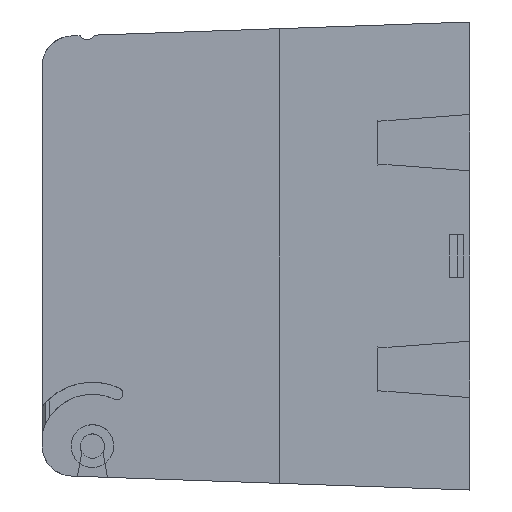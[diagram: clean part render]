
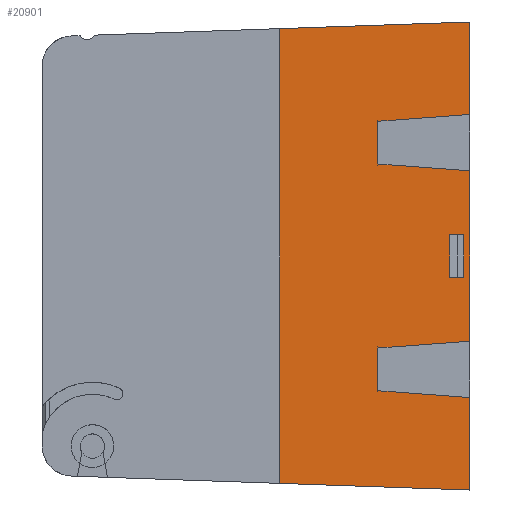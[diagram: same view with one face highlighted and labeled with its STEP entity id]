
A CAD part, left-side view. The second image highlights one B-rep face of the part: STEP entity #20901.
In plain terms, the highlighted planar face has unit normal (1, 0, 0).
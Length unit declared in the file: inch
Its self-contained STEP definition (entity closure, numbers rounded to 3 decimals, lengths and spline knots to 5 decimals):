
#289 = DIRECTION ( 'NONE',  ( 0., 0.997, 0.074 ) ) ;
#340 = CARTESIAN_POINT ( 'NONE',  ( -2.325, 1.25, 1.49391 ) ) ;
#582 = VECTOR ( 'NONE', #34484, 39.37008 ) ;
#678 = DIRECTION ( 'NONE',  ( 0., 1., 0. ) ) ;
#841 = LINE ( 'NONE', #3433, #6608 ) ;
#866 = DIRECTION ( 'NONE',  ( -1., 0., 0. ) ) ;
#1540 = VERTEX_POINT ( 'NONE', #340 ) ;
#1952 = VERTEX_POINT ( 'NONE', #15288 ) ;
#3204 = LINE ( 'NONE', #23758, #18207 ) ;
#3251 = ORIENTED_EDGE ( 'NONE', *, *, #19943, .F. ) ;
#3433 = CARTESIAN_POINT ( 'NONE',  ( -2.325, 0.00349, -1.53744 ) ) ;
#4400 = CARTESIAN_POINT ( 'NONE',  ( -2.325, 0.04, -0.14 ) ) ;
#4717 = DIRECTION ( 'NONE',  ( 0., -0.997, 0.074 ) ) ;
#5028 = ORIENTED_EDGE ( 'NONE', *, *, #12250, .F. ) ;
#5311 = VECTOR ( 'NONE', #4717, 39.37008 ) ;
#5618 = CARTESIAN_POINT ( 'NONE',  ( -2.325, 0., -0.93 ) ) ;
#6396 = LINE ( 'NONE', #28620, #27968 ) ;
#6608 = VECTOR ( 'NONE', #23157, 39.37008 ) ;
#6687 = CARTESIAN_POINT ( 'NONE',  ( -2.325, 0., -0.93 ) ) ;
#6910 = DIRECTION ( 'NONE',  ( 0., 0.999, -0.035 ) ) ;
#7210 = DIRECTION ( 'NONE',  ( 0., 0., 1. ) ) ;
#7338 = VECTOR ( 'NONE', #30995, 39.37008 ) ;
#7467 = LINE ( 'NONE', #8897, #14971 ) ;
#8320 = DIRECTION ( 'NONE',  ( 0., 0., 1. ) ) ;
#8422 = EDGE_LOOP ( 'NONE', ( #15990, #5028, #28387, #15323 ) ) ;
#8897 = CARTESIAN_POINT ( 'NONE',  ( -2.325, 0.604, 0.88523 ) ) ;
#8945 = DIRECTION ( 'NONE',  ( 0., 0., 1. ) ) ;
#9125 = LINE ( 'NONE', #28185, #7338 ) ;
#9753 = EDGE_CURVE ( 'NONE', #16512, #20414, #12461, .T. ) ;
#9768 = VECTOR ( 'NONE', #20274, 39.37008 ) ;
#9942 = LINE ( 'NONE', #19811, #23992 ) ;
#10069 = DIRECTION ( 'NONE',  ( 0., 0., -1. ) ) ;
#10823 = CARTESIAN_POINT ( 'NONE',  ( -2.325, 0.04, 0.14 ) ) ;
#10856 = VERTEX_POINT ( 'NONE', #28690 ) ;
#10901 = EDGE_CURVE ( 'NONE', #21048, #1952, #841, .T. ) ;
#12026 = LINE ( 'NONE', #5618, #19540 ) ;
#12044 = CARTESIAN_POINT ( 'NONE',  ( -2.325, 1.25, -1.49391 ) ) ;
#12250 = EDGE_CURVE ( 'NONE', #20414, #36248, #21503, .T. ) ;
#12461 = LINE ( 'NONE', #23176, #34062 ) ;
#12540 = CARTESIAN_POINT ( 'NONE',  ( -2.325, 0.133, -0.14 ) ) ;
#12697 = AXIS2_PLACEMENT_3D ( 'NONE', #17781, #866, #20630 ) ;
#12948 = VERTEX_POINT ( 'NONE', #27955 ) ;
#13118 = EDGE_CURVE ( 'NONE', #1952, #28357, #9942, .T. ) ;
#13523 = ORIENTED_EDGE ( 'NONE', *, *, #13118, .F. ) ;
#13653 = EDGE_CURVE ( 'NONE', #28357, #29961, #12026, .T. ) ;
#14006 = CARTESIAN_POINT ( 'NONE',  ( -2.325, 0.604, -0.60477 ) ) ;
#14658 = EDGE_CURVE ( 'NONE', #35021, #18514, #19439, .T. ) ;
#14971 = VECTOR ( 'NONE', #25713, 39.37008 ) ;
#15164 = ORIENTED_EDGE ( 'NONE', *, *, #29774, .F. ) ;
#15288 = CARTESIAN_POINT ( 'NONE',  ( -2.325, 0., -1.53756 ) ) ;
#15323 = ORIENTED_EDGE ( 'NONE', *, *, #26817, .F. ) ;
#15990 = ORIENTED_EDGE ( 'NONE', *, *, #23838, .F. ) ;
#16512 = VERTEX_POINT ( 'NONE', #10823 ) ;
#16880 = ORIENTED_EDGE ( 'NONE', *, *, #28782, .F. ) ;
#16938 = VERTEX_POINT ( 'NONE', #29250 ) ;
#17592 = CARTESIAN_POINT ( 'NONE',  ( -2.325, 0.594, -0.14 ) ) ;
#17781 = CARTESIAN_POINT ( 'NONE',  ( -2.325, 0.594, -0.5 ) ) ;
#18207 = VECTOR ( 'NONE', #6910, 39.37008 ) ;
#18321 = CARTESIAN_POINT ( 'NONE',  ( -2.325, 0.604, 0.60477 ) ) ;
#18514 = VERTEX_POINT ( 'NONE', #27249 ) ;
#18774 = CARTESIAN_POINT ( 'NONE',  ( -2.325, 0.604, -0.60477 ) ) ;
#19439 = LINE ( 'NONE', #18774, #5311 ) ;
#19540 = VECTOR ( 'NONE', #22491, 39.37008 ) ;
#19811 = CARTESIAN_POINT ( 'NONE',  ( -2.325, 0., 1.4375 ) ) ;
#19943 = EDGE_CURVE ( 'NONE', #29961, #35021, #6396, .T. ) ;
#20036 = CARTESIAN_POINT ( 'NONE',  ( -2.325, 0., 0.56 ) ) ;
#20274 = DIRECTION ( 'NONE',  ( 0., -1., 0. ) ) ;
#20414 = VERTEX_POINT ( 'NONE', #4400 ) ;
#20584 = ORIENTED_EDGE ( 'NONE', *, *, #27191, .F. ) ;
#20630 = DIRECTION ( 'NONE',  ( 0., 0., 1. ) ) ;
#20663 = ORIENTED_EDGE ( 'NONE', *, *, #10901, .F. ) ;
#20901 = ADVANCED_FACE ( 'NONE', ( #21702, #22582 ), #34495, .F. ) ;
#20946 = VECTOR ( 'NONE', #7210, 39.37008 ) ;
#21048 = VERTEX_POINT ( 'NONE', #12044 ) ;
#21064 = ORIENTED_EDGE ( 'NONE', *, *, #27303, .F. ) ;
#21503 = LINE ( 'NONE', #17592, #28092 ) ;
#21672 = LINE ( 'NONE', #20036, #29131 ) ;
#21702 = FACE_BOUND ( 'NONE', #8422, .T. ) ;
#21796 = VERTEX_POINT ( 'NONE', #31153 ) ;
#22211 = LINE ( 'NONE', #31681, #582 ) ;
#22491 = DIRECTION ( 'NONE',  ( 0., 0.997, 0.074 ) ) ;
#22582 = FACE_OUTER_BOUND ( 'NONE', #23058, .T. ) ;
#22599 = CARTESIAN_POINT ( 'NONE',  ( -2.325, 0.133, -0.5 ) ) ;
#23058 = EDGE_LOOP ( 'NONE', ( #35405, #13523, #20663, #20584, #21064, #15164, #16880, #35253, #35947, #32613, #30552, #3251 ) ) ;
#23095 = CARTESIAN_POINT ( 'NONE',  ( -2.325, 0.594, 0.14 ) ) ;
#23157 = DIRECTION ( 'NONE',  ( 0., -0.999, -0.035 ) ) ;
#23176 = CARTESIAN_POINT ( 'NONE',  ( -2.325, 0.04, -0.5 ) ) ;
#23306 = LINE ( 'NONE', #22599, #29889 ) ;
#23758 = CARTESIAN_POINT ( 'NONE',  ( -2.325, 0.00349, 1.53744 ) ) ;
#23838 = EDGE_CURVE ( 'NONE', #36248, #16938, #23306, .T. ) ;
#23954 = LINE ( 'NONE', #27986, #31468 ) ;
#23992 = VECTOR ( 'NONE', #36512, 39.37008 ) ;
#24054 = CARTESIAN_POINT ( 'NONE',  ( -2.325, 0.604, -0.5 ) ) ;
#24702 = LINE ( 'NONE', #23095, #9768 ) ;
#24880 = LINE ( 'NONE', #24054, #20946 ) ;
#25713 = DIRECTION ( 'NONE',  ( 0., -0.997, 0.074 ) ) ;
#26508 = VERTEX_POINT ( 'NONE', #30334 ) ;
#26707 = EDGE_CURVE ( 'NONE', #12948, #30105, #21672, .T. ) ;
#26817 = EDGE_CURVE ( 'NONE', #16938, #16512, #24702, .T. ) ;
#27191 = EDGE_CURVE ( 'NONE', #1540, #21048, #22211, .T. ) ;
#27249 = CARTESIAN_POINT ( 'NONE',  ( -2.325, 0., -0.56 ) ) ;
#27303 = EDGE_CURVE ( 'NONE', #21796, #1540, #3204, .T. ) ;
#27955 = CARTESIAN_POINT ( 'NONE',  ( -2.325, 0., 0.56 ) ) ;
#27968 = VECTOR ( 'NONE', #8945, 39.37008 ) ;
#27986 = CARTESIAN_POINT ( 'NONE',  ( -2.325, 0., 1.4375 ) ) ;
#28092 = VECTOR ( 'NONE', #678, 39.37008 ) ;
#28185 = CARTESIAN_POINT ( 'NONE',  ( -2.325, 0., 1.4375 ) ) ;
#28248 = DIRECTION ( 'NONE',  ( 0., 0., 1. ) ) ;
#28357 = VERTEX_POINT ( 'NONE', #6687 ) ;
#28387 = ORIENTED_EDGE ( 'NONE', *, *, #9753, .F. ) ;
#28620 = CARTESIAN_POINT ( 'NONE',  ( -2.325, 0.604, -0.5 ) ) ;
#28690 = CARTESIAN_POINT ( 'NONE',  ( -2.325, 0.604, 0.88523 ) ) ;
#28782 = EDGE_CURVE ( 'NONE', #10856, #26508, #7467, .T. ) ;
#29131 = VECTOR ( 'NONE', #289, 39.37008 ) ;
#29250 = CARTESIAN_POINT ( 'NONE',  ( -2.325, 0.133, 0.14 ) ) ;
#29774 = EDGE_CURVE ( 'NONE', #26508, #21796, #9125, .T. ) ;
#29889 = VECTOR ( 'NONE', #28248, 39.37008 ) ;
#29961 = VERTEX_POINT ( 'NONE', #31750 ) ;
#30105 = VERTEX_POINT ( 'NONE', #18321 ) ;
#30334 = CARTESIAN_POINT ( 'NONE',  ( -2.325, 0., 0.93 ) ) ;
#30552 = ORIENTED_EDGE ( 'NONE', *, *, #14658, .F. ) ;
#30995 = DIRECTION ( 'NONE',  ( 0., 0., 1. ) ) ;
#31153 = CARTESIAN_POINT ( 'NONE',  ( -2.325, 0., 1.53756 ) ) ;
#31468 = VECTOR ( 'NONE', #8320, 39.37008 ) ;
#31681 = CARTESIAN_POINT ( 'NONE',  ( -2.325, 1.25, 3.60036 ) ) ;
#31750 = CARTESIAN_POINT ( 'NONE',  ( -2.325, 0.604, -0.88523 ) ) ;
#31857 = EDGE_CURVE ( 'NONE', #30105, #10856, #24880, .T. ) ;
#32088 = EDGE_CURVE ( 'NONE', #18514, #12948, #23954, .T. ) ;
#32613 = ORIENTED_EDGE ( 'NONE', *, *, #32088, .F. ) ;
#34062 = VECTOR ( 'NONE', #10069, 39.37008 ) ;
#34484 = DIRECTION ( 'NONE',  ( 0., 0., -1. ) ) ;
#34495 = PLANE ( 'NONE',  #12697 ) ;
#35021 = VERTEX_POINT ( 'NONE', #14006 ) ;
#35253 = ORIENTED_EDGE ( 'NONE', *, *, #31857, .F. ) ;
#35405 = ORIENTED_EDGE ( 'NONE', *, *, #13653, .F. ) ;
#35947 = ORIENTED_EDGE ( 'NONE', *, *, #26707, .F. ) ;
#36248 = VERTEX_POINT ( 'NONE', #12540 ) ;
#36512 = DIRECTION ( 'NONE',  ( 0., 0., 1. ) ) ;
